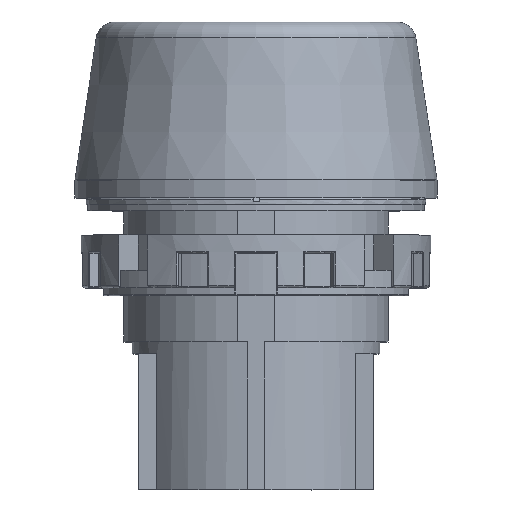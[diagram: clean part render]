
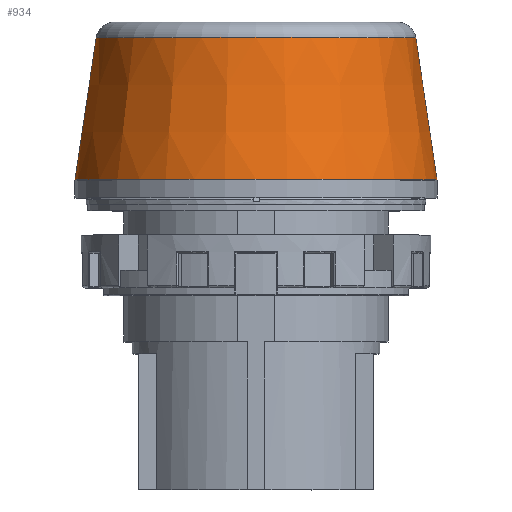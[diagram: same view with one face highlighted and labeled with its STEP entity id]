
A CAD part, top view. The second image highlights one B-rep face of the part: STEP entity #934.
In plain terms, the highlighted conical face has half-angle 8.5 degrees and reference radius 13.173 mm.
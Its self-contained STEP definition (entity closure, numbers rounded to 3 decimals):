
#934 = ADVANCED_FACE( '', ( #1924, #1925 ), #1926, .T. );
#1924 = FACE_OUTER_BOUND( '', #3484, .T. );
#1925 = FACE_BOUND( '', #3485, .T. );
#1926 = CONICAL_SURFACE( '', #3486, 13.173, 0.148 );
#3484 = EDGE_LOOP( '', ( #6303 ) );
#3485 = EDGE_LOOP( '', ( #6304 ) );
#3486 = AXIS2_PLACEMENT_3D( '', #6305, #6306, #6307 );
#6303 = ORIENTED_EDGE( '', *, *, #7623, .T. );
#6304 = ORIENTED_EDGE( '', *, *, #7493, .F. );
#6305 = CARTESIAN_POINT( '', ( 0., 35.12, 0. ) );
#6306 = DIRECTION( '', ( 0., -1., 0. ) );
#6307 = DIRECTION( '', ( 1., 0., 0. ) );
#7493 = EDGE_CURVE( '', #9149, #9149, #9150, .T. );
#7623 = EDGE_CURVE( '', #9315, #9315, #9316, .T. );
#9149 = VERTEX_POINT( '', #11886 );
#9150 = CIRCLE( '', #11887, 13.173 );
#9315 = VERTEX_POINT( '', #12237 );
#9316 = CIRCLE( '', #12238, 14.922 );
#11886 = CARTESIAN_POINT( '', ( -13.173, 35.12, 0. ) );
#11887 = AXIS2_PLACEMENT_3D( '', #13930, #13931, #13932 );
#12237 = CARTESIAN_POINT( '', ( -14.922, 23.42, 0. ) );
#12238 = AXIS2_PLACEMENT_3D( '', #14075, #14076, #14077 );
#13930 = CARTESIAN_POINT( '', ( 0., 35.12, 0. ) );
#13931 = DIRECTION( '', ( 0., 1., 0. ) );
#13932 = DIRECTION( '', ( -1., 0., 0. ) );
#14075 = CARTESIAN_POINT( '', ( 0., 23.42, 0. ) );
#14076 = DIRECTION( '', ( 0., 1., 0. ) );
#14077 = DIRECTION( '', ( -1., 0., 0. ) );
